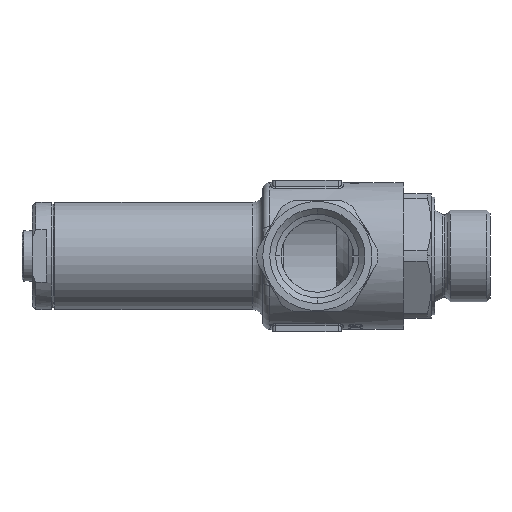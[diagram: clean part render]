
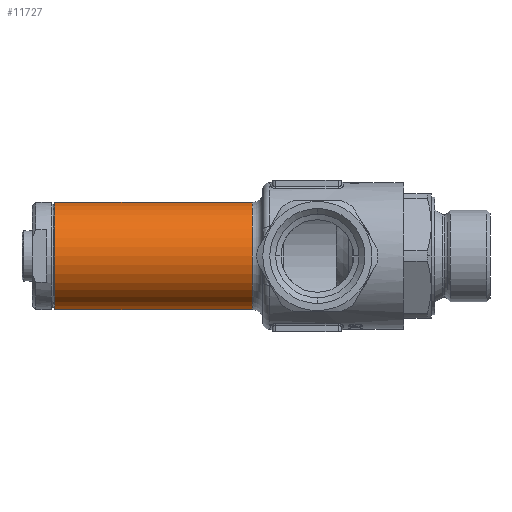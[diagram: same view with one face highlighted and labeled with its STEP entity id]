
A CAD part, left-side view. The second image highlights one B-rep face of the part: STEP entity #11727.
In plain terms, the highlighted cylindrical face has radius 15.5 mm (diameter 31 mm), a partial arc.
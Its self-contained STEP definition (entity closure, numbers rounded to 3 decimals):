
#82 = CARTESIAN_POINT ( 'NONE',  ( 0., 80.545, 15.5 ) ) ;
#737 = VERTEX_POINT ( 'NONE', #19971 ) ;
#1109 = CYLINDRICAL_SURFACE ( 'NONE', #4561, 15.5 ) ;
#1150 = CARTESIAN_POINT ( 'NONE',  ( 0., 22.845, 15.5 ) ) ;
#1328 = DIRECTION ( 'NONE',  ( 0., 0., -1. ) ) ;
#1876 = EDGE_CURVE ( 'NONE', #737, #2291, #14013, .T. ) ;
#2137 = CARTESIAN_POINT ( 'NONE',  ( 0., 80.045, 0. ) ) ;
#2291 = VERTEX_POINT ( 'NONE', #8998 ) ;
#2928 = CARTESIAN_POINT ( 'NONE',  ( 0., 80.045, 15.5 ) ) ;
#3872 = ORIENTED_EDGE ( 'NONE', *, *, #1876, .T. ) ;
#4403 = DIRECTION ( 'NONE',  ( 0., 0., 1. ) ) ;
#4450 = EDGE_CURVE ( 'NONE', #2291, #9670, #9088, .T. ) ;
#4561 = AXIS2_PLACEMENT_3D ( 'NONE', #5790, #19462, #1328 ) ;
#5502 = EDGE_CURVE ( 'NONE', #17229, #9670, #15881, .T. ) ;
#5790 = CARTESIAN_POINT ( 'NONE',  ( 0., 80.545, 0. ) ) ;
#6386 = DIRECTION ( 'NONE',  ( 0., -1., 0. ) ) ;
#7790 = ORIENTED_EDGE ( 'NONE', *, *, #8253, .T. ) ;
#8253 = EDGE_CURVE ( 'NONE', #17229, #737, #22263, .T. ) ;
#8998 = CARTESIAN_POINT ( 'NONE',  ( 0., 22.845, -15.5 ) ) ;
#9088 = CIRCLE ( 'NONE', #29479, 15.5 ) ;
#9670 = VERTEX_POINT ( 'NONE', #1150 ) ;
#11727 = ADVANCED_FACE ( 'NONE', ( #16030 ), #1109, .T. ) ;
#13240 = DIRECTION ( 'NONE',  ( 0., 1., 0. ) ) ;
#13374 = AXIS2_PLACEMENT_3D ( 'NONE', #2137, #18028, #4403 ) ;
#13822 = ORIENTED_EDGE ( 'NONE', *, *, #5502, .F. ) ;
#14013 = LINE ( 'NONE', #24601, #26146 ) ;
#15881 = LINE ( 'NONE', #82, #21268 ) ;
#16030 = FACE_OUTER_BOUND ( 'NONE', #23360, .T. ) ;
#17229 = VERTEX_POINT ( 'NONE', #2928 ) ;
#18028 = DIRECTION ( 'NONE',  ( 0., -1., 0. ) ) ;
#19462 = DIRECTION ( 'NONE',  ( 0., -1., 0. ) ) ;
#19971 = CARTESIAN_POINT ( 'NONE',  ( 0., 80.045, -15.5 ) ) ;
#21268 = VECTOR ( 'NONE', #22604, 1000. ) ;
#22263 = CIRCLE ( 'NONE', #13374, 15.5 ) ;
#22604 = DIRECTION ( 'NONE',  ( 0., -1., 0. ) ) ;
#23360 = EDGE_LOOP ( 'NONE', ( #13822, #7790, #3872, #24374 ) ) ;
#24374 = ORIENTED_EDGE ( 'NONE', *, *, #4450, .T. ) ;
#24601 = CARTESIAN_POINT ( 'NONE',  ( 0., 80.545, -15.5 ) ) ;
#26146 = VECTOR ( 'NONE', #6386, 1000. ) ;
#26890 = CARTESIAN_POINT ( 'NONE',  ( 0., 22.845, 0. ) ) ;
#29146 = DIRECTION ( 'NONE',  ( 0., 0., -1. ) ) ;
#29479 = AXIS2_PLACEMENT_3D ( 'NONE', #26890, #13240, #29146 ) ;
